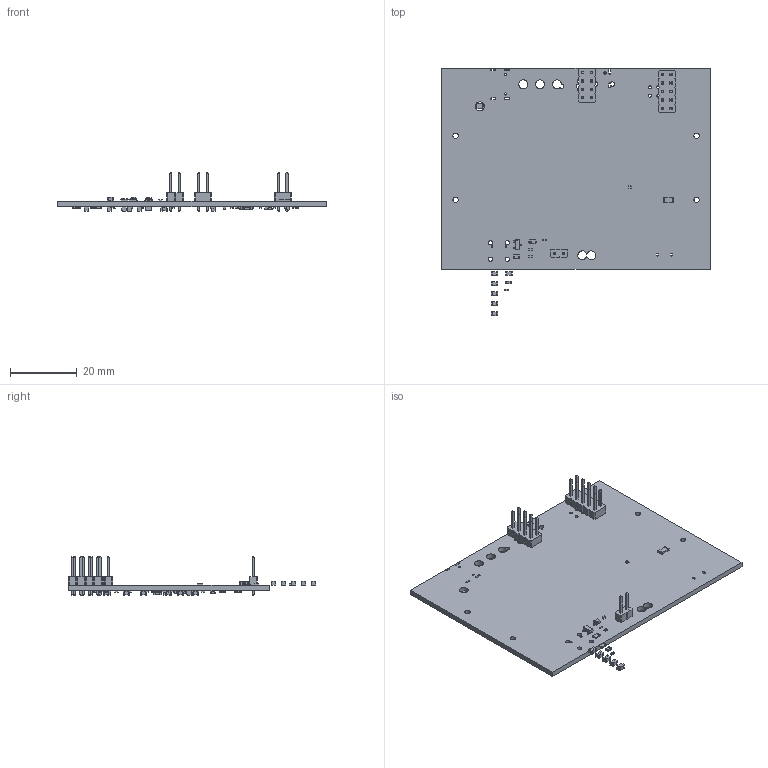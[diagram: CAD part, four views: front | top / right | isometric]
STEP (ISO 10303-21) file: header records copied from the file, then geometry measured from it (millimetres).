
FILE_DESCRIPTION(('KiCad electronic assembly'),'2;1');
FILE_NAME('LION2CELL02.step','2024-07-20T09:56:54',('Pcbnew'),('Kicad'), 'Open CASCADE STEP processor 7.6','KiCad to STEP converter','Unknown' );
FILE_SCHEMA(('AUTOMOTIVE_DESIGN { 1 0 10303 214 1 1 1 1 }'));
Length unit declared in the file: millimetre
Products named in the file (30): LION2CELL02 1; PinHeader_2x04_P2.54mm_Vertical; PinHeader_2x04_P254mm_Vertical; PinHeader_1x02_P2.54mm_Vertical; PinHeader_1x02_P254mm_Vertical; PinHeader_2x05_P2.54mm_Vertical; PinHeader_2x05_P254mm_Vertical; R_1206_3216Metric; R_0805_2012Metric; C_0805_2012Metric; D_SOD-323; D_SOD_323; C_0402_1005Metric; C_0603_1608Metric; SOT-23; SOT_23; R_0402_1005Metric; LED_1206_3216Metric; L_1008_2520Metric; QFN-32-1EP_4x4mm_P0.4mm_EP2.65x2.65mm; QFN-32-1EP_4x4mm_Pitch0.4mm; kibot_os8jn9nb_PCB
Assembly tree (80 placements, depth 3):
  LION2CELL02 1
    PinHeader_2x04_P2.54mm_Vertical
      PinHeader_2x04_P254mm_Vertical
    PinHeader_1x02_P2.54mm_Vertical
      PinHeader_1x02_P254mm_Vertical
    PinHeader_2x05_P2.54mm_Vertical
      PinHeader_2x05_P254mm_Vertical
    R_1206_3216Metric  x2
      R_1206_3216Metric
    R_0805_2012Metric  x9
      R_0805_2012Metric
    C_0805_2012Metric  x14
      C_0805_2012Metric
    D_SOD-323
      D_SOD_323
    C_0402_1005Metric  x8
      C_0402_1005Metric
    C_0603_1608Metric  x6
      C_0603_1608Metric
    SOT-23
      SOT_23
    R_0402_1005Metric  x17
      R_0402_1005Metric
    LED_1206_3216Metric
      LED_1206_3216Metric
    L_1008_2520Metric
      L_1008_2520Metric
    QFN-32-1EP_4x4mm_P0.4mm_EP2.65x2.65mm  x2
      QFN-32-1EP_4x4mm_Pitch0.4mm
    kibot_os8jn9nb_PCB
Bounding box: 80.77 x 74.41 x 11.54 mm (x, y, z)
Volume: 8193.9 mm3; surface area: 11860.4 mm2
Topology: 66 solids, 66 shells, 2701 faces, 7037 edges, 4572 vertices
Faces by surface type: plane 1894, cylinder 754, bspline 53
Full cylindrical faces by diameter (mm): 0.2 x4, 0.5 x2, 0.65 x4, 0.889 x24, 1.3 x3, 1.6 x4, 2.7 x3
Entity records: 42272 total; most frequent: CARTESIAN_POINT 6248, ORIENTED_EDGE 5862, DIRECTION 5655, EDGE_CURVE 2931, LINE 2425, VECTOR 2425, VERTEX_POINT 1868, AXIS2_PLACEMENT_3D 1615
